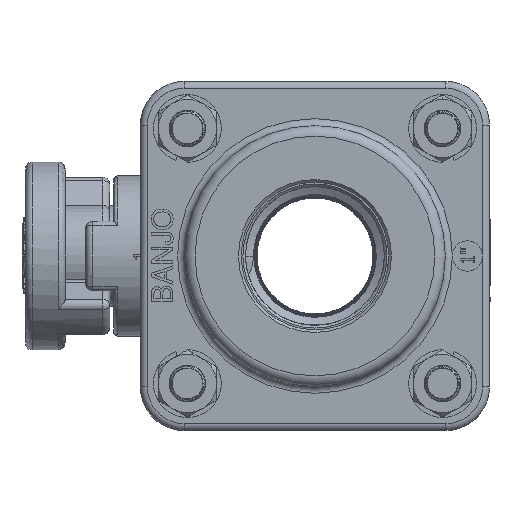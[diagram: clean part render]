
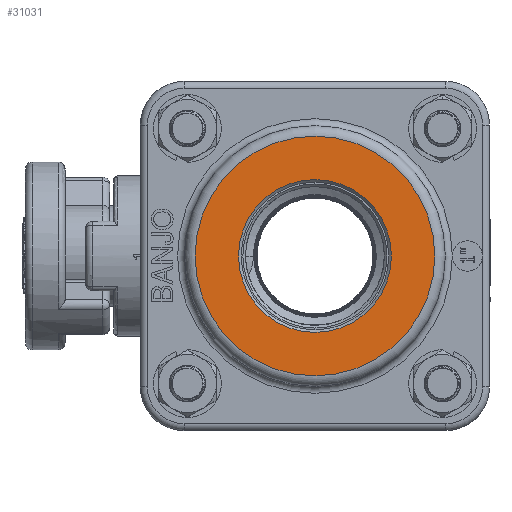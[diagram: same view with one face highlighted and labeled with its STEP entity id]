
A CAD part, left-side view. The second image highlights one B-rep face of the part: STEP entity #31031.
In plain terms, the highlighted face is planar.
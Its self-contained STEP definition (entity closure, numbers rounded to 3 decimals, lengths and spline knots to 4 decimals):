
#938=FACE_BOUND('',#5748,.T.);
#2299=PLANE('',#33869);
#3832=FACE_OUTER_BOUND('',#5747,.T.);
#5747=EDGE_LOOP('',(#25824));
#5748=EDGE_LOOP('',(#25825));
#13084=CIRCLE('',#33783,1.03);
#13100=CIRCLE('',#33870,0.6565);
#14651=VERTEX_POINT('',#55909);
#14841=VERTEX_POINT('',#58127);
#18434=EDGE_CURVE('',#14651,#14651,#13084,.T.);
#18717=EDGE_CURVE('',#14841,#14841,#13100,.T.);
#25824=ORIENTED_EDGE('',*,*,#18434,.F.);
#25825=ORIENTED_EDGE('',*,*,#18717,.F.);
#31031=ADVANCED_FACE('',(#3832,#938),#2299,.T.);
#33783=AXIS2_PLACEMENT_3D('',#55910,#39190,#39191);
#33869=AXIS2_PLACEMENT_3D('',#58126,#39562,#39563);
#33870=AXIS2_PLACEMENT_3D('',#58128,#39564,#39565);
#39190=DIRECTION('center_axis',(-1.,0.,0.));
#39191=DIRECTION('ref_axis',(0.,-1.,0.));
#39562=DIRECTION('center_axis',(1.,0.,0.));
#39563=DIRECTION('ref_axis',(0.,0.,-1.));
#39564=DIRECTION('center_axis',(1.,0.,0.));
#39565=DIRECTION('ref_axis',(0.,1.,0.));
#55909=CARTESIAN_POINT('',(1.375,0.,1.03));
#55910=CARTESIAN_POINT('Origin',(1.375,0.,0.));
#58126=CARTESIAN_POINT('Origin',(1.375,0.8883,0.));
#58127=CARTESIAN_POINT('',(1.375,-0.6565,0.));
#58128=CARTESIAN_POINT('Origin',(1.375,0.,0.));
